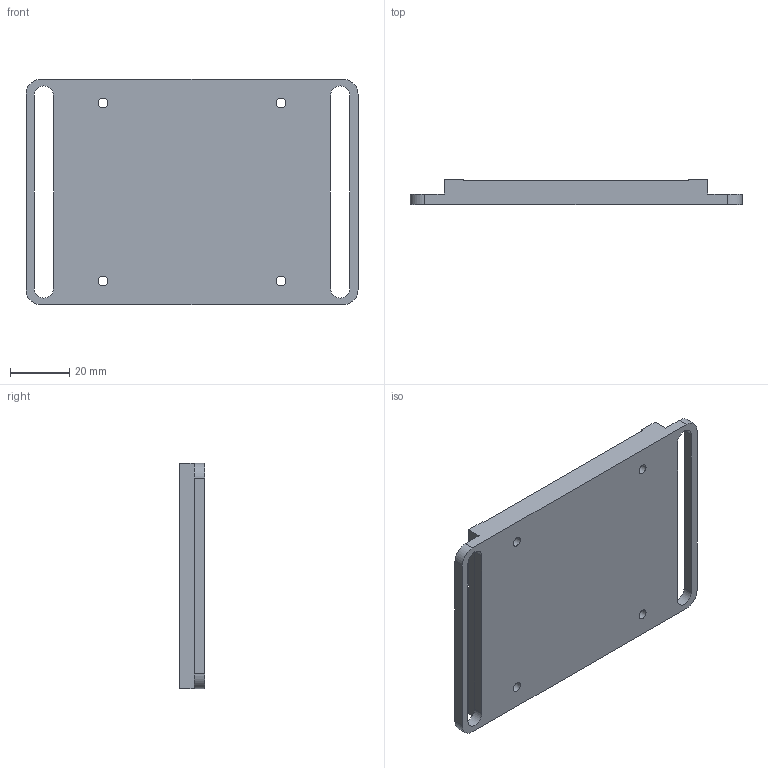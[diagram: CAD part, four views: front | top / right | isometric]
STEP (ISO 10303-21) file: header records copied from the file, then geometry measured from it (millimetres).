
FILE_DESCRIPTION (( 'STEP AP203' ), '1' );
FILE_NAME ('06HWS-1AM.STEP', '2023-08-17T06:27:38', ( '' ), ( '' ), 'SwSTEP 2.0', 'SolidWorks 2022', '' );
FILE_SCHEMA (( 'CONFIG_CONTROL_DESIGN' ));
Length unit declared in the file: millimetre
Products named in the file (1): 06HWS-1AM
Bounding box: 112 x 8.5 x 76 mm (x, y, z)
Volume: 57132.7 mm3; surface area: 19382.7 mm2
Topology: 1 solids, 1 shells, 30 faces, 84 edges, 56 vertices
Faces by surface type: plane 18, cylinder 12
Full cylindrical faces by diameter (mm): 3.3 x4
Entity records: 1053 total; most frequent: CARTESIAN_POINT 167, DIRECTION 166, ORIENTED_EDGE 160, EDGE_CURVE 80, VECTOR 56, LINE 56, VERTEX_POINT 56, AXIS2_PLACEMENT_3D 55
